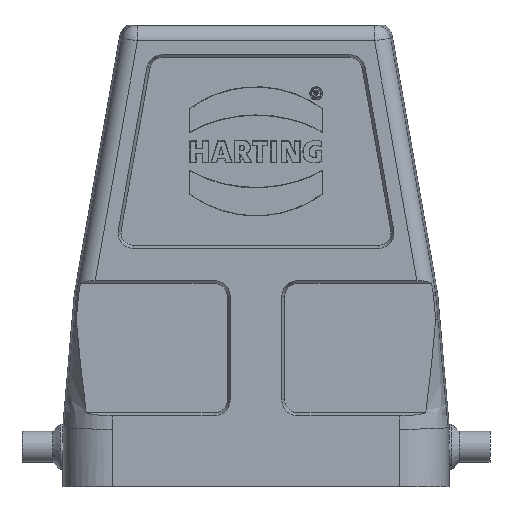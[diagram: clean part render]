
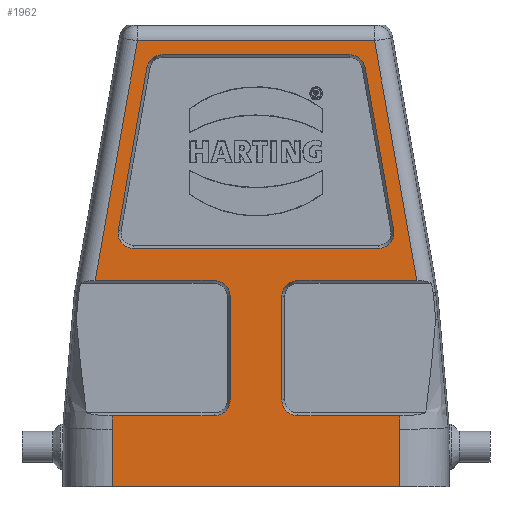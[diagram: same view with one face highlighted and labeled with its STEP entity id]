
A CAD part, front view. The second image highlights one B-rep face of the part: STEP entity #1962.
In plain terms, the highlighted planar face has unit normal (0, -1, 0).
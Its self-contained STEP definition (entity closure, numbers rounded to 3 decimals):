
#1597=FACE_BOUND('',#2475,.T.);
#1598=FACE_BOUND('',#2476,.T.);
#1653=(
BOUNDED_CURVE()
B_SPLINE_CURVE(3,(#8388,#8389,#8390,#8391,#8392,#8393,#8394),
 .UNSPECIFIED.,.F.,.F.)
B_SPLINE_CURVE_WITH_KNOTS((4,3,4),(0.,0.667,1.),
 .UNSPECIFIED.)
CURVE()
GEOMETRIC_REPRESENTATION_ITEM()
RATIONAL_B_SPLINE_CURVE((1.,1.,1.,1.,1.,1.,1.))
REPRESENTATION_ITEM('')
);
#1654=(
BOUNDED_CURVE()
B_SPLINE_CURVE(3,(#8419,#8420,#8421,#8422,#8423,#8424,#8425),
 .UNSPECIFIED.,.F.,.F.)
B_SPLINE_CURVE_WITH_KNOTS((4,3,4),(0.,0.333,1.),
 .UNSPECIFIED.)
CURVE()
GEOMETRIC_REPRESENTATION_ITEM()
RATIONAL_B_SPLINE_CURVE((1.,1.,1.,1.,1.,1.,1.))
REPRESENTATION_ITEM('')
);
#1683=PLANE('',#6291);
#1869=CIRCLE('',#6283,2.4);
#1870=CIRCLE('',#6284,2.4);
#1871=CIRCLE('',#6285,2.4);
#1872=CIRCLE('',#6286,2.4);
#1873=CIRCLE('',#6287,2.5);
#1874=CIRCLE('',#6288,2.5);
#1875=CIRCLE('',#6289,2.5);
#1876=CIRCLE('',#6290,2.5);
#1962=ADVANCED_FACE('',(#1597,#1598),#1683,.F.);
#2475=EDGE_LOOP('',(#3063,#3064,#3065,#3066,#3067,#3068,#3069,#3070));
#2476=EDGE_LOOP('',(#3071,#3072,#3073,#3074,#3075,#3076,#3077,#3078,#3079,
#3080,#3081,#3082,#3083,#3084,#3085,#3086,#3087,#3088));
#3063=ORIENTED_EDGE('',*,*,#4694,.T.);
#3064=ORIENTED_EDGE('',*,*,#4695,.T.);
#3065=ORIENTED_EDGE('',*,*,#4696,.F.);
#3066=ORIENTED_EDGE('',*,*,#4697,.F.);
#3067=ORIENTED_EDGE('',*,*,#4698,.F.);
#3068=ORIENTED_EDGE('',*,*,#4699,.T.);
#3069=ORIENTED_EDGE('',*,*,#4700,.T.);
#3070=ORIENTED_EDGE('',*,*,#4701,.T.);
#3071=ORIENTED_EDGE('',*,*,#4702,.T.);
#3072=ORIENTED_EDGE('',*,*,#4682,.T.);
#3073=ORIENTED_EDGE('',*,*,#4703,.T.);
#3074=ORIENTED_EDGE('',*,*,#4704,.T.);
#3075=ORIENTED_EDGE('',*,*,#4705,.T.);
#3076=ORIENTED_EDGE('',*,*,#4706,.T.);
#3077=ORIENTED_EDGE('',*,*,#4707,.T.);
#3078=ORIENTED_EDGE('',*,*,#4708,.T.);
#3079=ORIENTED_EDGE('',*,*,#4709,.T.);
#3080=ORIENTED_EDGE('',*,*,#4710,.T.);
#3081=ORIENTED_EDGE('',*,*,#4570,.T.);
#3082=ORIENTED_EDGE('',*,*,#4711,.T.);
#3083=ORIENTED_EDGE('',*,*,#4712,.F.);
#3084=ORIENTED_EDGE('',*,*,#4713,.F.);
#3085=ORIENTED_EDGE('',*,*,#4714,.F.);
#3086=ORIENTED_EDGE('',*,*,#4715,.F.);
#3087=ORIENTED_EDGE('',*,*,#4716,.F.);
#3088=ORIENTED_EDGE('',*,*,#4717,.T.);
#4124=VERTEX_POINT('',#7948);
#4128=VERTEX_POINT('',#7960);
#4237=VERTEX_POINT('',#8348);
#4238=VERTEX_POINT('',#8349);
#4245=VERTEX_POINT('',#8369);
#4246=VERTEX_POINT('',#8370);
#4247=VERTEX_POINT('',#8372);
#4248=VERTEX_POINT('',#8374);
#4249=VERTEX_POINT('',#8376);
#4250=VERTEX_POINT('',#8378);
#4251=VERTEX_POINT('',#8380);
#4252=VERTEX_POINT('',#8382);
#4253=VERTEX_POINT('',#8385);
#4254=VERTEX_POINT('',#8387);
#4255=VERTEX_POINT('',#8395);
#4256=VERTEX_POINT('',#8397);
#4257=VERTEX_POINT('',#8399);
#4258=VERTEX_POINT('',#8401);
#4259=VERTEX_POINT('',#8403);
#4260=VERTEX_POINT('',#8405);
#4261=VERTEX_POINT('',#8408);
#4262=VERTEX_POINT('',#8410);
#4263=VERTEX_POINT('',#8412);
#4264=VERTEX_POINT('',#8414);
#4265=VERTEX_POINT('',#8416);
#4266=VERTEX_POINT('',#8418);
#4570=EDGE_CURVE('',#4128,#4124,#5139,.T.);
#4682=EDGE_CURVE('',#4237,#4238,#5220,.T.);
#4694=EDGE_CURVE('',#4245,#4246,#5224,.T.);
#4695=EDGE_CURVE('',#4246,#4247,#1869,.T.);
#4696=EDGE_CURVE('',#4248,#4247,#5225,.T.);
#4697=EDGE_CURVE('',#4249,#4248,#1870,.T.);
#4698=EDGE_CURVE('',#4250,#4249,#5226,.T.);
#4699=EDGE_CURVE('',#4250,#4251,#1871,.T.);
#4700=EDGE_CURVE('',#4251,#4252,#5227,.T.);
#4701=EDGE_CURVE('',#4252,#4245,#1872,.T.);
#4702=EDGE_CURVE('',#4253,#4237,#5228,.T.);
#4703=EDGE_CURVE('',#4238,#4254,#5229,.T.);
#4704=EDGE_CURVE('',#4254,#4255,#1653,.T.);
#4705=EDGE_CURVE('',#4255,#4256,#5230,.T.);
#4706=EDGE_CURVE('',#4256,#4257,#1873,.T.);
#4707=EDGE_CURVE('',#4257,#4258,#5231,.T.);
#4708=EDGE_CURVE('',#4258,#4259,#1874,.T.);
#4709=EDGE_CURVE('',#4259,#4260,#5232,.T.);
#4710=EDGE_CURVE('',#4260,#4128,#5233,.T.);
#4711=EDGE_CURVE('',#4124,#4261,#5234,.T.);
#4712=EDGE_CURVE('',#4262,#4261,#5235,.T.);
#4713=EDGE_CURVE('',#4263,#4262,#1875,.T.);
#4714=EDGE_CURVE('',#4264,#4263,#5236,.T.);
#4715=EDGE_CURVE('',#4265,#4264,#1876,.T.);
#4716=EDGE_CURVE('',#4266,#4265,#5237,.T.);
#4717=EDGE_CURVE('',#4266,#4253,#1654,.T.);
#5139=LINE('',#7962,#5555);
#5220=LINE('',#8347,#5636);
#5224=LINE('',#8368,#5640);
#5225=LINE('',#8373,#5641);
#5226=LINE('',#8377,#5642);
#5227=LINE('',#8381,#5643);
#5228=LINE('',#8384,#5644);
#5229=LINE('',#8386,#5645);
#5230=LINE('',#8396,#5646);
#5231=LINE('',#8400,#5647);
#5232=LINE('',#8404,#5648);
#5233=LINE('',#8406,#5649);
#5234=LINE('',#8407,#5650);
#5235=LINE('',#8409,#5651);
#5236=LINE('',#8413,#5652);
#5237=LINE('',#8417,#5653);
#5555=VECTOR('',#6752,1.);
#5636=VECTOR('',#6885,1.);
#5640=VECTOR('',#6907,1.);
#5641=VECTOR('',#6910,1.);
#5642=VECTOR('',#6913,1.);
#5643=VECTOR('',#6916,1.);
#5644=VECTOR('',#6919,1.);
#5645=VECTOR('',#6920,1.);
#5646=VECTOR('',#6921,1.);
#5647=VECTOR('',#6924,1.);
#5648=VECTOR('',#6927,1.);
#5649=VECTOR('',#6928,1.);
#5650=VECTOR('',#6929,1.);
#5651=VECTOR('',#6930,1.);
#5652=VECTOR('',#6933,1.);
#5653=VECTOR('',#6936,1.);
#6283=AXIS2_PLACEMENT_3D('',#8371,#6908,#6909);
#6284=AXIS2_PLACEMENT_3D('',#8375,#6911,#6912);
#6285=AXIS2_PLACEMENT_3D('',#8379,#6914,#6915);
#6286=AXIS2_PLACEMENT_3D('',#8383,#6917,#6918);
#6287=AXIS2_PLACEMENT_3D('',#8398,#6922,#6923);
#6288=AXIS2_PLACEMENT_3D('',#8402,#6925,#6926);
#6289=AXIS2_PLACEMENT_3D('',#8411,#6931,#6932);
#6290=AXIS2_PLACEMENT_3D('',#8415,#6934,#6935);
#6291=AXIS2_PLACEMENT_3D('',#8426,#6937,#6938);
#6752=DIRECTION('',(-1.,0.,0.));
#6885=DIRECTION('',(1.,0.,0.));
#6907=DIRECTION('',(0.174,0.,0.985));
#6908=DIRECTION('',(0.,1.,0.));
#6909=DIRECTION('',(0.,0.,1.));
#6910=DIRECTION('',(-1.,0.,0.));
#6911=DIRECTION('',(0.,-1.,0.));
#6912=DIRECTION('',(0.,0.,1.));
#6913=DIRECTION('',(-0.174,0.,0.985));
#6914=DIRECTION('',(0.,1.,0.));
#6915=DIRECTION('',(0.,0.,1.));
#6916=DIRECTION('',(-1.,0.,0.));
#6917=DIRECTION('',(0.,1.,0.));
#6918=DIRECTION('',(0.,0.,1.));
#6919=DIRECTION('',(0.,0.,-1.));
#6920=DIRECTION('',(0.,0.,1.));
#6921=DIRECTION('',(-1.,0.,0.));
#6922=DIRECTION('',(0.,1.,0.));
#6923=DIRECTION('',(0.,0.,1.));
#6924=DIRECTION('',(0.,0.,1.));
#6925=DIRECTION('',(0.,1.,0.));
#6926=DIRECTION('',(0.,0.,1.));
#6927=DIRECTION('',(1.,0.,0.));
#6928=DIRECTION('',(-0.174,0.,0.985));
#6929=DIRECTION('',(-0.174,0.,-0.985));
#6930=DIRECTION('',(-1.,0.,0.));
#6931=DIRECTION('',(0.,-1.,0.));
#6932=DIRECTION('',(0.,0.,1.));
#6933=DIRECTION('',(0.,0.,1.));
#6934=DIRECTION('',(0.,-1.,0.));
#6935=DIRECTION('',(0.,0.,1.));
#6936=DIRECTION('',(1.,0.,0.));
#6937=DIRECTION('',(0.,1.,0.));
#6938=DIRECTION('',(0.,0.,1.));
#7948=CARTESIAN_POINT('',(-18.394,-21.5,60.018));
#7960=CARTESIAN_POINT('',(18.394,-21.5,60.018));
#7962=CARTESIAN_POINT('',(-23.214,-21.5,60.018));
#8347=CARTESIAN_POINT('',(-23.214,-21.5,-9.15));
#8348=CARTESIAN_POINT('',(-22.264,-21.5,-9.15));
#8349=CARTESIAN_POINT('',(22.264,-21.5,-9.15));
#8368=CARTESIAN_POINT('',(-21.778,-21.5,28.339));
#8369=CARTESIAN_POINT('',(-21.368,-21.5,30.667));
#8370=CARTESIAN_POINT('',(-16.924,-21.5,55.867));
#8371=CARTESIAN_POINT('',(-14.561,-21.5,55.45));
#8372=CARTESIAN_POINT('',(-14.561,-21.5,57.85));
#8373=CARTESIAN_POINT('',(-23.214,-21.5,57.85));
#8374=CARTESIAN_POINT('',(14.561,-21.5,57.85));
#8375=CARTESIAN_POINT('',(14.561,-21.5,55.45));
#8376=CARTESIAN_POINT('',(16.924,-21.5,55.867));
#8377=CARTESIAN_POINT('',(21.814,-21.5,28.136));
#8378=CARTESIAN_POINT('',(21.368,-21.5,30.667));
#8379=CARTESIAN_POINT('',(19.004,-21.5,30.25));
#8380=CARTESIAN_POINT('',(19.004,-21.5,27.85));
#8381=CARTESIAN_POINT('',(-19.004,-21.5,27.85));
#8382=CARTESIAN_POINT('',(-19.004,-21.5,27.85));
#8383=CARTESIAN_POINT('',(-19.004,-21.5,30.25));
#8384=CARTESIAN_POINT('',(-22.264,-21.5,20.197));
#8385=CARTESIAN_POINT('',(-22.264,-21.5,-0.274));
#8386=CARTESIAN_POINT('',(22.264,-21.5,20.197));
#8387=CARTESIAN_POINT('',(22.264,-21.5,-0.274));
#8388=CARTESIAN_POINT('',(25.901,-21.5,-41.907));
#8389=CARTESIAN_POINT('',(24.698,-21.5,-28.157));
#8390=CARTESIAN_POINT('',(23.495,-21.5,-14.408));
#8391=CARTESIAN_POINT('',(22.292,-21.5,-0.658));
#8392=CARTESIAN_POINT('',(21.691,-21.5,6.214));
#8393=CARTESIAN_POINT('',(26.464,-21.5,13.556));
#8394=CARTESIAN_POINT('',(25.863,-21.5,20.429));
#8395=CARTESIAN_POINT('',(22.291,-21.5,1.85));
#8396=CARTESIAN_POINT('',(-23.214,-21.5,1.85));
#8397=CARTESIAN_POINT('',(6.5,-21.5,1.85));
#8398=CARTESIAN_POINT('',(6.5,-21.5,4.35));
#8399=CARTESIAN_POINT('',(4.,-21.5,4.35));
#8400=CARTESIAN_POINT('',(4.,-21.5,20.197));
#8401=CARTESIAN_POINT('',(4.,-21.5,20.35));
#8402=CARTESIAN_POINT('',(6.5,-21.5,20.35));
#8403=CARTESIAN_POINT('',(6.5,-21.5,22.85));
#8404=CARTESIAN_POINT('',(-23.214,-21.5,22.85));
#8405=CARTESIAN_POINT('',(24.947,-21.5,22.85));
#8406=CARTESIAN_POINT('',(23.949,-21.5,28.513));
#8407=CARTESIAN_POINT('',(-25.349,-21.5,20.573));
#8408=CARTESIAN_POINT('',(-24.947,-21.5,22.85));
#8409=CARTESIAN_POINT('',(-23.214,-21.5,22.85));
#8410=CARTESIAN_POINT('',(-6.5,-21.5,22.85));
#8411=CARTESIAN_POINT('',(-6.5,-21.5,20.35));
#8412=CARTESIAN_POINT('',(-4.,-21.5,20.35));
#8413=CARTESIAN_POINT('',(-4.,-21.5,20.197));
#8414=CARTESIAN_POINT('',(-4.,-21.5,4.35));
#8415=CARTESIAN_POINT('',(-6.5,-21.5,4.35));
#8416=CARTESIAN_POINT('',(-6.5,-21.5,1.85));
#8417=CARTESIAN_POINT('',(-23.214,-21.5,1.85));
#8418=CARTESIAN_POINT('',(-22.291,-21.5,1.85));
#8419=CARTESIAN_POINT('',(-25.863,-21.5,20.429));
#8420=CARTESIAN_POINT('',(-26.464,-21.5,13.556));
#8421=CARTESIAN_POINT('',(-21.691,-21.5,6.214));
#8422=CARTESIAN_POINT('',(-22.292,-21.5,-0.658));
#8423=CARTESIAN_POINT('',(-23.495,-21.5,-14.408));
#8424=CARTESIAN_POINT('',(-24.698,-21.5,-28.157));
#8425=CARTESIAN_POINT('',(-25.901,-21.5,-41.907));
#8426=CARTESIAN_POINT('',(-23.214,-21.5,20.197));
